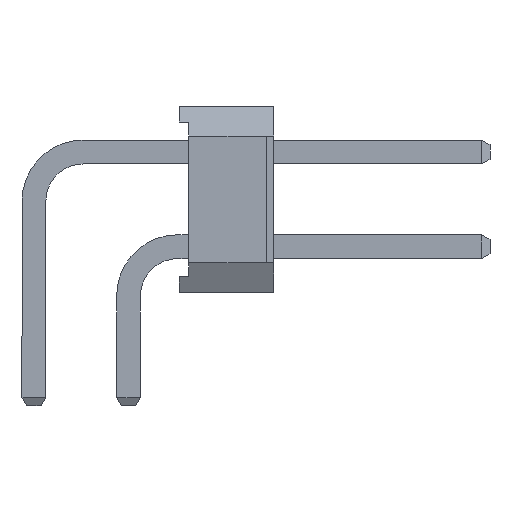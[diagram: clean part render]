
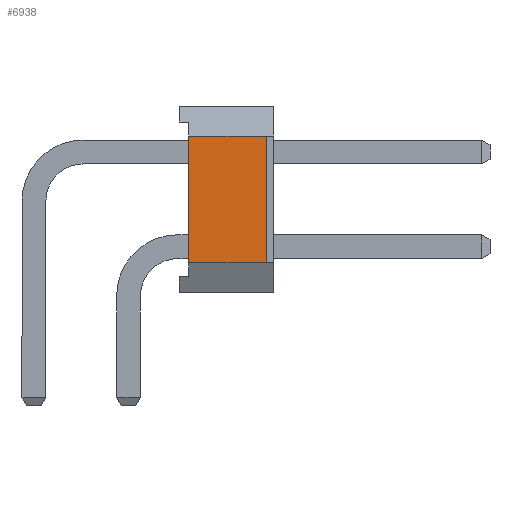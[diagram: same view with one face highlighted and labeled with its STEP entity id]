
A CAD part, left-side view. The second image highlights one B-rep face of the part: STEP entity #6938.
In plain terms, the highlighted planar face has unit normal (-1, 0, 0).
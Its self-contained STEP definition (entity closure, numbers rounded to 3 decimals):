
#446=FACE_OUTER_BOUND('',#844,.T.);
#844=EDGE_LOOP('',(#4858,#4859,#4860,#4861));
#1214=LINE('',#9571,#2126);
#1332=LINE('',#9829,#2244);
#1347=LINE('',#9855,#2259);
#1348=LINE('',#9857,#2260);
#2126=VECTOR('',#7759,3.4);
#2244=VECTOR('',#7993,3.4);
#2259=VECTOR('',#8018,2.09);
#2260=VECTOR('',#8021,2.09);
#3037=VERTEX_POINT('',#9568);
#3038=VERTEX_POINT('',#9570);
#3119=VERTEX_POINT('',#9827);
#3120=VERTEX_POINT('',#9828);
#3638=EDGE_CURVE('',#3038,#3037,#1214,.T.);
#3764=EDGE_CURVE('',#3119,#3120,#1332,.T.);
#3779=EDGE_CURVE('',#3037,#3120,#1347,.T.);
#3780=EDGE_CURVE('',#3038,#3119,#1348,.T.);
#4858=ORIENTED_EDGE('',*,*,#3638,.T.);
#4859=ORIENTED_EDGE('',*,*,#3779,.T.);
#4860=ORIENTED_EDGE('',*,*,#3764,.F.);
#4861=ORIENTED_EDGE('',*,*,#3780,.F.);
#6562=PLANE('',#7362);
#6938=ADVANCED_FACE('',(#446),#6562,.T.);
#7362=AXIS2_PLACEMENT_3D('',#9856,#8019,#8020);
#7759=DIRECTION('',(0.,0.,-1.));
#7993=DIRECTION('',(0.,0.,-1.));
#8018=DIRECTION('',(0.,-1.,0.));
#8019=DIRECTION('center_axis',(-1.,0.,0.));
#8020=DIRECTION('ref_axis',(0.,0.,-1.));
#8021=DIRECTION('',(0.,-1.,0.));
#9568=CARTESIAN_POINT('',(-1.27,-0.25,-1.7));
#9570=CARTESIAN_POINT('',(-1.27,-0.25,1.7));
#9571=CARTESIAN_POINT('',(-1.27,-0.25,1.7));
#9827=CARTESIAN_POINT('',(-1.27,-2.34,1.7));
#9828=CARTESIAN_POINT('',(-1.27,-2.34,-1.7));
#9829=CARTESIAN_POINT('',(-1.27,-2.34,1.7));
#9855=CARTESIAN_POINT('',(-1.27,-0.25,-1.7));
#9856=CARTESIAN_POINT('Origin',(-1.27,0.,1.7));
#9857=CARTESIAN_POINT('',(-1.27,-0.25,1.7));
